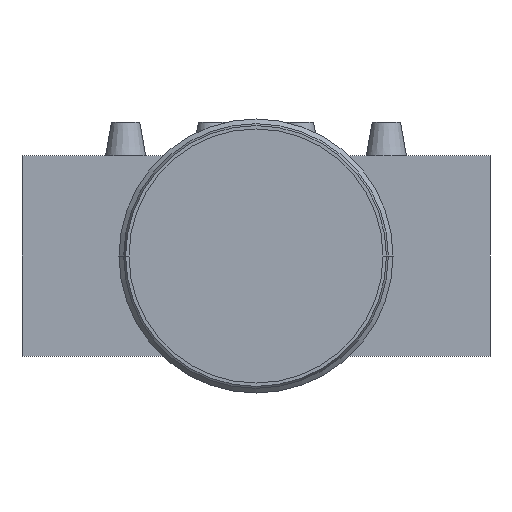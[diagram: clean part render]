
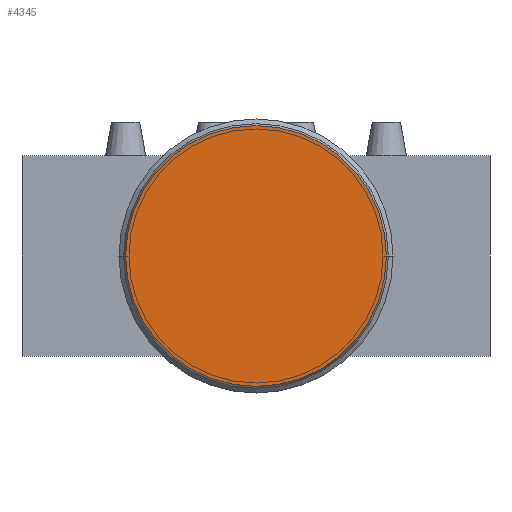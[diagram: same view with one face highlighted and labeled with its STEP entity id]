
A CAD part, front view. The second image highlights one B-rep face of the part: STEP entity #4345.
In plain terms, the highlighted planar face has unit normal (0, -1, 0).
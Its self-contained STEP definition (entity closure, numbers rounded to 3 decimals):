
#296=CARTESIAN_POINT('',(0.,-22.,0.));
#297=DIRECTION('',(0.,-1.,0.));
#298=DIRECTION('',(-1.,0.,0.));
#299=AXIS2_PLACEMENT_3D('',#296,#297,#298);
#301=CARTESIAN_POINT('',(0.,-22.,0.));
#302=DIRECTION('',(0.,-1.,0.));
#303=DIRECTION('',(1.,0.,0.));
#304=AXIS2_PLACEMENT_3D('',#301,#302,#303);
#3111=CARTESIAN_POINT('',(-9.75,-22.,0.));
#3112=CARTESIAN_POINT('',(9.75,-22.,0.));
#3113=VERTEX_POINT('',#3111);
#3114=VERTEX_POINT('',#3112);
#4335=CARTESIAN_POINT('',(0.,-22.,0.));
#4336=DIRECTION('',(0.,-1.,0.));
#4337=DIRECTION('',(-1.,0.,0.));
#4338=AXIS2_PLACEMENT_3D('',#4335,#4336,#4337);
#4339=PLANE('',#4338);
#4341=ORIENTED_EDGE('',*,*,#4340,.F.);
#4342=ORIENTED_EDGE('',*,*,#4325,.F.);
#4343=EDGE_LOOP('',(#4341,#4342));
#4344=FACE_OUTER_BOUND('',#4343,.F.);
#4345=ADVANCED_FACE('',(#4344),#4339,.T.);
#300=CIRCLE('',#299,9.75);
#305=CIRCLE('',#304,9.75);
#4325=EDGE_CURVE('',#3114,#3113,#305,.T.);
#4340=EDGE_CURVE('',#3113,#3114,#300,.T.);
